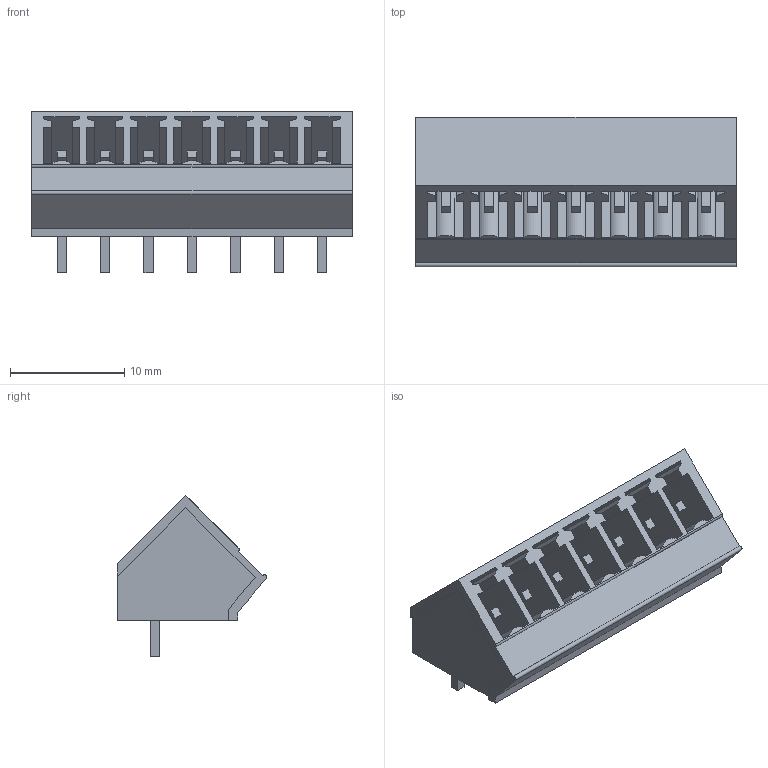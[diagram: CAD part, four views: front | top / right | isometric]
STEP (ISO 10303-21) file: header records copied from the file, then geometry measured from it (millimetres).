
FILE_DESCRIPTION(('CATIA V5 STEP Exchange','CAx-IF Rec.Pracs.--- Model Styling and Organization---1.2---2011-12-15'),'2;1');
FILE_NAME ('D1460961_0_1977250000_1977250000.stp','2018-04-23T09:49:33+00:00',('none'),('Weidmueller'),'CATIA Version 5-6 Release 2014','CATIA V5 STEP AP214','none');
FILE_SCHEMA(('AUTOMOTIVE_DESIGN { 1 0 10303 214 1 1 1 1 }'));
Length unit declared in the file: millimetre
Products named in the file (1): 1977250000
Bounding box: 28.06 x 13.1 x 14.2 mm (x, y, z)
Volume: 1294.7 mm3; surface area: 3288.3 mm2
Topology: 8 solids, 8 shells, 319 faces, 900 edges, 604 vertices
Faces by surface type: plane 296, cylinder 23
Entity records: 10035 total; most frequent: ORIENTED_EDGE 1800, CARTESIAN_POINT 1794, DIRECTION 1359, EDGE_CURVE 900, VECTOR 854, LINE 854, VERTEX_POINT 604, EDGE_LOOP 340
